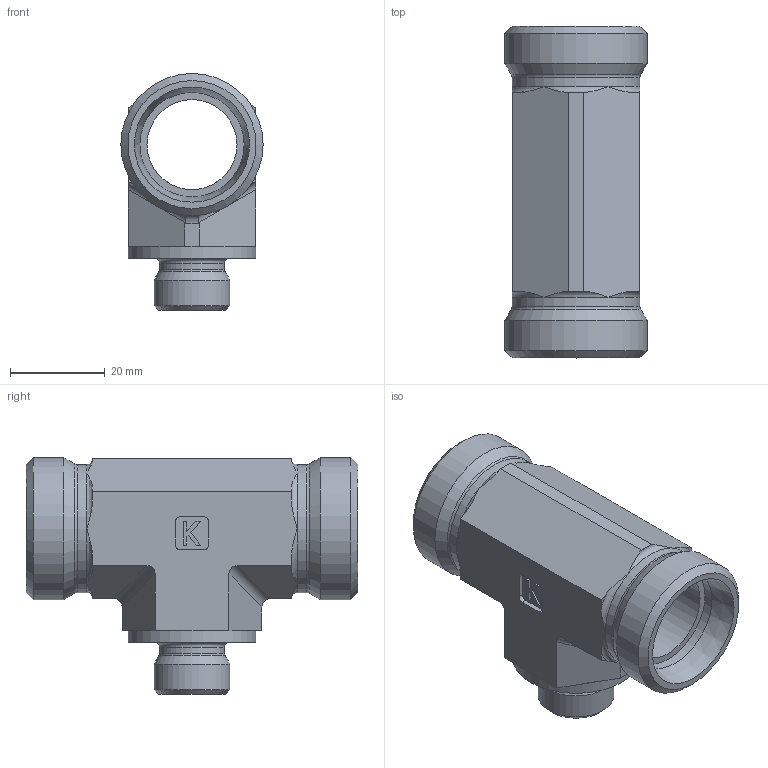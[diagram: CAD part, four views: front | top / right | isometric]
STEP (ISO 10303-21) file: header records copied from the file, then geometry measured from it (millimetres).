
FILE_DESCRIPTION((''),'2;1');
FILE_NAME('374222210.stp','2014-08-13T15:56:07',(''),('KNOMI spol. s r. o.'),'Autodesk Inventor 2012','Autodesk Inventor 2012','');
FILE_SCHEMA(('AUTOMOTIVE_DESIGN { 1 2 10303 214 0 1 1 1 }'));
Length unit declared in the file: millimetre
Products named in the file (1): TS2 22/22/10L M30x2/M30x2/16
Bounding box: 30 x 70 x 50 mm (x, y, z)
Volume: 30764.4 mm3; surface area: 13750.5 mm2
Topology: 1 solids, 1 shells, 107 faces, 270 edges, 171 vertices
Faces by surface type: plane 60, cylinder 22, torus 16, cone 9
Full cylindrical faces by diameter (mm): 8 x1, 10 x1, 13.7 x1, 16 x1, 19 x1, 22 x2, 27 x3, 30 x2
Entity records: 3074 total; most frequent: CARTESIAN_POINT 612, DIRECTION 510, ORIENTED_EDGE 472, EDGE_CURVE 236, AXIS2_PLACEMENT_3D 192, VERTEX_POINT 162, EDGE_LOOP 142, VECTOR 126
